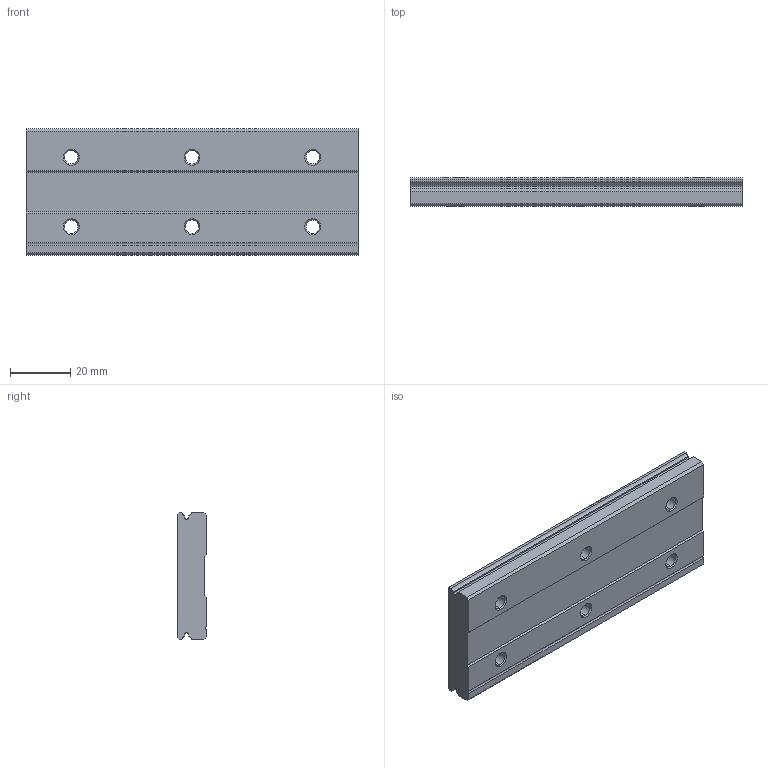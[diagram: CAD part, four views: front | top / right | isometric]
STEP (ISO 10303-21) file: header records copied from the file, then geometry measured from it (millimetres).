
FILE_DESCRIPTION (( 'STEP AP203' ), '1' );
FILE_NAME ('MGWR15.STEP', '2007-10-22T12:28:22', ( 'HIWIN GmbH' ), ( '77654 Offenburg' ), 'SwSTEP 2.0', 'SolidWorks 2006104', '' );
FILE_SCHEMA (( 'CONFIG_CONTROL_DESIGN' ));
Length unit declared in the file: millimetre
Products named in the file (1): MGWR15
Bounding box: 110 x 9.5 x 42 mm (x, y, z)
Volume: 40375.7 mm3; surface area: 13440.7 mm2
Topology: 1 solids, 1 shells, 83 faces, 201 edges, 126 vertices
Faces by surface type: cylinder 32, plane 27, cone 24
Entity records: 2532 total; most frequent: DIRECTION 457, CARTESIAN_POINT 411, ORIENTED_EDGE 402, EDGE_CURVE 201, AXIS2_PLACEMENT_3D 172, VERTEX_POINT 126, VECTOR 113, LINE 113
